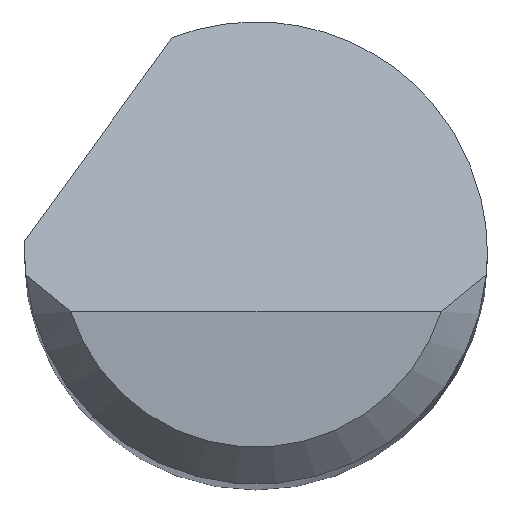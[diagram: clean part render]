
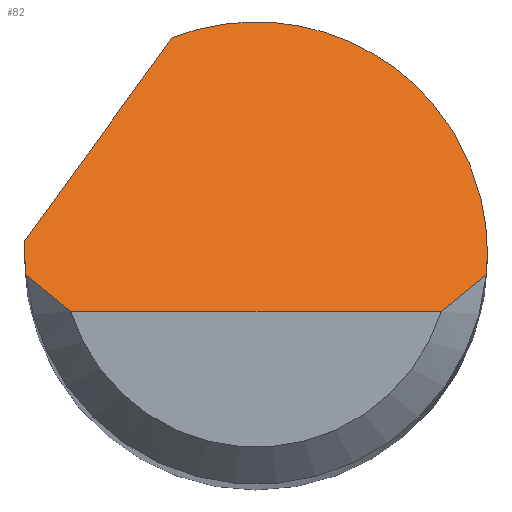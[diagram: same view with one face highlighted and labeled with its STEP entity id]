
A CAD part, top view. The second image highlights one B-rep face of the part: STEP entity #82.
In plain terms, the highlighted planar face has unit normal (0, 0.707, 0.707).
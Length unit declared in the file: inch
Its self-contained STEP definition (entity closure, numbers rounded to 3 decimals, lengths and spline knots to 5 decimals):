
#8 = CARTESIAN_POINT ( 'NONE',  ( -0.09375, 0., 1.47625 ) ) ;
#15 =( BOUNDED_CURVE ( )  B_SPLINE_CURVE ( 3, ( #736, #691, #489, #51 ),
 .UNSPECIFIED., .F., .T. ) 
 B_SPLINE_CURVE_WITH_KNOTS ( ( 4, 4 ),
 ( 1.5708, 1.66427 ),
 .UNSPECIFIED. ) 
 CURVE ( )  GEOMETRIC_REPRESENTATION_ITEM ( )  RATIONAL_B_SPLINE_CURVE ( ( 1., 0.999, 0.999, 1. ) ) 
 REPRESENTATION_ITEM ( '' )  );
#31 = ORIENTED_EDGE ( 'NONE', *, *, #505, .F. ) ;
#33 = CARTESIAN_POINT ( 'NONE',  ( 0.09334, -0.00875, 1.485 ) ) ;
#39 = VERTEX_POINT ( 'NONE', #366 ) ;
#51 = CARTESIAN_POINT ( 'NONE',  ( 0.09334, -0.00875, 1.485 ) ) ;
#61 = EDGE_CURVE ( 'NONE', #213, #86, #769, .T. ) ;
#68 = CARTESIAN_POINT ( 'NONE',  ( -0.09375, -0.02375, 1.5 ) ) ;
#79 = B_SPLINE_CURVE_WITH_KNOTS ( 'NONE', 3,
 ( #475, #730, #103, #33 ),
 .UNSPECIFIED., .F., .F.,
 ( 4, 4 ),
 ( 0., 0.00071 ),
 .UNSPECIFIED. ) ;
#80 = CARTESIAN_POINT ( 'NONE',  ( -0.09334, -0.00875, 1.485 ) ) ;
#81 = VERTEX_POINT ( 'NONE', #646 ) ;
#82 = ADVANCED_FACE ( 'NONE', ( #508 ), #124, .F. ) ;
#86 = VERTEX_POINT ( 'NONE', #835 ) ;
#103 = CARTESIAN_POINT ( 'NONE',  ( 0.08761, -0.01397, 1.49022 ) ) ;
#109 = EDGE_CURVE ( 'NONE', #733, #528, #245, .T. ) ;
#124 = PLANE ( 'NONE',  #820 ) ;
#138 = EDGE_CURVE ( 'NONE', #528, #361, #15, .T. ) ;
#145 = CARTESIAN_POINT ( 'NONE',  ( -0.09361, -0.00584, 1.48209 ) ) ;
#185 = CARTESIAN_POINT ( 'NONE',  ( -0.07508, -0.02375, 1.5 ) ) ;
#187 = CARTESIAN_POINT ( 'NONE',  ( 0.09334, -0.00875, 1.485 ) ) ;
#189 = CARTESIAN_POINT ( 'NONE',  ( 0.09375, 0., 1.47625 ) ) ;
#196 = CARTESIAN_POINT ( 'NONE',  ( -0.09375, 0., 1.47625 ) ) ;
#213 = VERTEX_POINT ( 'NONE', #624 ) ;
#216 = CARTESIAN_POINT ( 'NONE',  ( -0.09375, 0., 1.47625 ) ) ;
#245 =( BOUNDED_CURVE ( )  B_SPLINE_CURVE ( 3, ( #774, #513, #777, #189 ),
 .UNSPECIFIED., .F., .T. ) 
 B_SPLINE_CURVE_WITH_KNOTS ( ( 4, 4 ),
 ( 5.91277, 7.85398 ),
 .UNSPECIFIED. ) 
 CURVE ( )  GEOMETRIC_REPRESENTATION_ITEM ( )  RATIONAL_B_SPLINE_CURVE ( ( 1., 0.71, 0.71, 1. ) ) 
 REPRESENTATION_ITEM ( '' )  );
#268 = ORIENTED_EDGE ( 'NONE', *, *, #384, .F. ) ;
#278 = ORIENTED_EDGE ( 'NONE', *, *, #138, .F. ) ;
#299 = CARTESIAN_POINT ( 'NONE',  ( -0.03394, 0.08739, 1.38886 ) ) ;
#307 = ORIENTED_EDGE ( 'NONE', *, *, #109, .F. ) ;
#312 = DIRECTION ( 'NONE',  ( 0., -0.707, -0.707 ) ) ;
#340 = EDGE_CURVE ( 'NONE', #81, #213, #444, .T. ) ;
#350 = CARTESIAN_POINT ( 'NONE',  ( -0.11014, -0.01781, 1.49406 ) ) ;
#361 = VERTEX_POINT ( 'NONE', #187 ) ;
#366 = CARTESIAN_POINT ( 'NONE',  ( -0.09362, 0.005, 1.47125 ) ) ;
#379 = VECTOR ( 'NONE', #479, 39.37008 ) ;
#384 = EDGE_CURVE ( 'NONE', #542, #39, #688, .T. ) ;
#432 = CARTESIAN_POINT ( 'NONE',  ( -0.08761, -0.01397, 1.49022 ) ) ;
#444 = B_SPLINE_CURVE_WITH_KNOTS ( 'NONE', 3,
 ( #509, #432, #773, #185 ),
 .UNSPECIFIED., .F., .F.,
 ( 4, 4 ),
 ( 0., 0.00071 ),
 .UNSPECIFIED. ) ;
#445 = DIRECTION ( 'NONE',  ( 1., 0., 0. ) ) ;
#475 = CARTESIAN_POINT ( 'NONE',  ( 0.07508, -0.02375, 1.5 ) ) ;
#476 = CARTESIAN_POINT ( 'NONE',  ( -0.09375, -0.00292, 1.47917 ) ) ;
#479 = DIRECTION ( 'NONE',  ( 0.456, 0.629, -0.629 ) ) ;
#481 =( BOUNDED_CURVE ( )  B_SPLINE_CURVE ( 3, ( #80, #145, #476, #8 ),
 .UNSPECIFIED., .F., .T. ) 
 B_SPLINE_CURVE_WITH_KNOTS ( ( 4, 4 ),
 ( 4.61892, 4.71239 ),
 .UNSPECIFIED. ) 
 CURVE ( )  GEOMETRIC_REPRESENTATION_ITEM ( )  RATIONAL_B_SPLINE_CURVE ( ( 1., 0.999, 0.999, 1. ) ) 
 REPRESENTATION_ITEM ( '' )  );
#489 = CARTESIAN_POINT ( 'NONE',  ( 0.09361, -0.00584, 1.48209 ) ) ;
#505 = EDGE_CURVE ( 'NONE', #81, #542, #481, .T. ) ;
#508 = FACE_OUTER_BOUND ( 'NONE', #697, .T. ) ;
#509 = CARTESIAN_POINT ( 'NONE',  ( -0.09334, -0.00875, 1.485 ) ) ;
#513 = CARTESIAN_POINT ( 'NONE',  ( 0.03379, 0.11369, 1.36256 ) ) ;
#528 = VERTEX_POINT ( 'NONE', #604 ) ;
#542 = VERTEX_POINT ( 'NONE', #216 ) ;
#577 = DIRECTION ( 'NONE',  ( 0., 0.707, -0.707 ) ) ;
#580 = CARTESIAN_POINT ( 'NONE',  ( -0.09362, 0.005, 1.47125 ) ) ;
#586 = CARTESIAN_POINT ( 'NONE',  ( -0.09375, 0.00167, 1.47458 ) ) ;
#589 = EDGE_CURVE ( 'NONE', #86, #361, #79, .T. ) ;
#604 = CARTESIAN_POINT ( 'NONE',  ( 0.09375, 0., 1.47625 ) ) ;
#613 = EDGE_CURVE ( 'NONE', #39, #733, #675, .T. ) ;
#624 = CARTESIAN_POINT ( 'NONE',  ( -0.07508, -0.02375, 1.5 ) ) ;
#646 = CARTESIAN_POINT ( 'NONE',  ( -0.09334, -0.00875, 1.485 ) ) ;
#651 = VECTOR ( 'NONE', #445, 39.37008 ) ;
#655 = CARTESIAN_POINT ( 'NONE',  ( -0.09371, 0.00333, 1.47292 ) ) ;
#675 = LINE ( 'NONE', #350, #379 ) ;
#688 =( BOUNDED_CURVE ( )  B_SPLINE_CURVE ( 3, ( #196, #586, #655, #580 ),
 .UNSPECIFIED., .F., .T. ) 
 B_SPLINE_CURVE_WITH_KNOTS ( ( 4, 4 ),
 ( 4.71239, 4.76575 ),
 .UNSPECIFIED. ) 
 CURVE ( )  GEOMETRIC_REPRESENTATION_ITEM ( )  RATIONAL_B_SPLINE_CURVE ( ( 1., 1., 1., 1. ) ) 
 REPRESENTATION_ITEM ( '' )  );
#691 = CARTESIAN_POINT ( 'NONE',  ( 0.09375, -0.00292, 1.47917 ) ) ;
#697 = EDGE_LOOP ( 'NONE', ( #746, #813, #278, #307, #812, #268, #31, #750 ) ) ;
#730 = CARTESIAN_POINT ( 'NONE',  ( 0.08157, -0.019, 1.49525 ) ) ;
#733 = VERTEX_POINT ( 'NONE', #299 ) ;
#736 = CARTESIAN_POINT ( 'NONE',  ( 0.09375, 0., 1.47625 ) ) ;
#746 = ORIENTED_EDGE ( 'NONE', *, *, #61, .T. ) ;
#750 = ORIENTED_EDGE ( 'NONE', *, *, #340, .T. ) ;
#769 = LINE ( 'NONE', #831, #651 ) ;
#773 = CARTESIAN_POINT ( 'NONE',  ( -0.08157, -0.019, 1.49525 ) ) ;
#774 = CARTESIAN_POINT ( 'NONE',  ( -0.03394, 0.08739, 1.38886 ) ) ;
#777 = CARTESIAN_POINT ( 'NONE',  ( 0.09375, 0.07266, 1.40359 ) ) ;
#812 = ORIENTED_EDGE ( 'NONE', *, *, #613, .F. ) ;
#813 = ORIENTED_EDGE ( 'NONE', *, *, #589, .T. ) ;
#820 = AXIS2_PLACEMENT_3D ( 'NONE', #68, #312, #577 ) ;
#831 = CARTESIAN_POINT ( 'NONE',  ( 0., -0.02375, 1.5 ) ) ;
#835 = CARTESIAN_POINT ( 'NONE',  ( 0.07508, -0.02375, 1.5 ) ) ;
